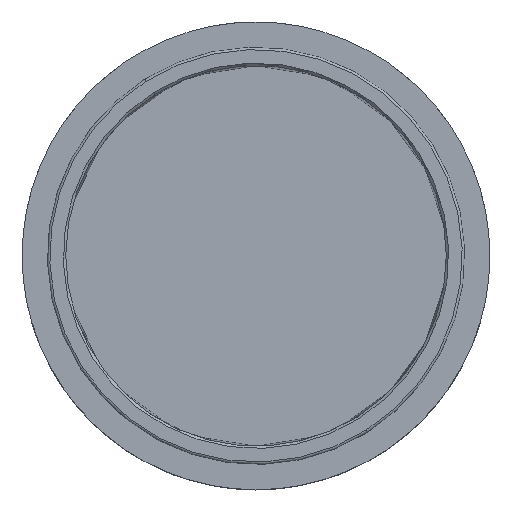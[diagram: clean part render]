
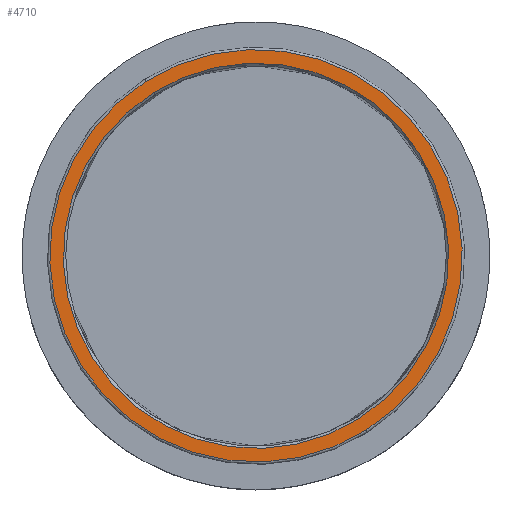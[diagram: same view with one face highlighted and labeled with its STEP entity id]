
A CAD part, top view. The second image highlights one B-rep face of the part: STEP entity #4710.
In plain terms, the highlighted planar face has unit normal (0, 0, 1).
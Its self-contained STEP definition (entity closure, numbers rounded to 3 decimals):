
#199 = CIRCLE ( 'NONE', #20968, 810. ) ;
#496 = ORIENTED_EDGE ( 'NONE', *, *, #2949, .T. ) ;
#631 = DIRECTION ( 'NONE',  ( 0., 0., 1. ) ) ;
#1161 = EDGE_LOOP ( 'NONE', ( #13492, #22025 ) ) ;
#1600 = CIRCLE ( 'NONE', #18069, 867.1 ) ;
#2949 = EDGE_CURVE ( 'NONE', #12819, #12960, #199, .T. ) ;
#3321 = CARTESIAN_POINT ( 'NONE',  ( 0., 0., 695. ) ) ;
#4071 = AXIS2_PLACEMENT_3D ( 'NONE', #13595, #20443, #6859 ) ;
#4529 = DIRECTION ( 'NONE',  ( -0.533, 0.846, 0. ) ) ;
#4710 = ADVANCED_FACE ( 'NONE', ( #7905, #12835 ), #19684, .T. ) ;
#6294 = EDGE_CURVE ( 'NONE', #12960, #12819, #13756, .T. ) ;
#6635 = AXIS2_PLACEMENT_3D ( 'NONE', #12726, #631, #14742 ) ;
#6701 = DIRECTION ( 'NONE',  ( -0.533, 0.846, 0. ) ) ;
#6859 = DIRECTION ( 'NONE',  ( -0.533, 0.846, 0. ) ) ;
#7015 = DIRECTION ( 'NONE',  ( 0., 0., -1. ) ) ;
#7107 = EDGE_CURVE ( 'NONE', #18233, #7602, #7343, .T. ) ;
#7343 = CIRCLE ( 'NONE', #4071, 867.1 ) ;
#7602 = VERTEX_POINT ( 'NONE', #15920 ) ;
#7905 = FACE_BOUND ( 'NONE', #20122, .T. ) ;
#8001 = DIRECTION ( 'NONE',  ( 0., 0., -1. ) ) ;
#8270 = DIRECTION ( 'NONE',  ( -0.533, 0.846, 0. ) ) ;
#9961 = CARTESIAN_POINT ( 'NONE',  ( 0., 0., 695. ) ) ;
#10132 = CARTESIAN_POINT ( 'NONE',  ( 431.346, -685.595, 695. ) ) ;
#11090 = EDGE_CURVE ( 'NONE', #7602, #18233, #1600, .T. ) ;
#11605 = CARTESIAN_POINT ( 'NONE',  ( 0., 0., 695. ) ) ;
#12726 = CARTESIAN_POINT ( 'NONE',  ( 0., 0., 695. ) ) ;
#12819 = VERTEX_POINT ( 'NONE', #17674 ) ;
#12835 = FACE_OUTER_BOUND ( 'NONE', #1161, .T. ) ;
#12960 = VERTEX_POINT ( 'NONE', #10132 ) ;
#13036 = CARTESIAN_POINT ( 'NONE',  ( 461.753, -733.926, 695. ) ) ;
#13492 = ORIENTED_EDGE ( 'NONE', *, *, #11090, .F. ) ;
#13595 = CARTESIAN_POINT ( 'NONE',  ( 0., 0., 695. ) ) ;
#13756 = CIRCLE ( 'NONE', #18818, 810. ) ;
#14443 = ORIENTED_EDGE ( 'NONE', *, *, #6294, .T. ) ;
#14742 = DIRECTION ( 'NONE',  ( 1., 0., 0. ) ) ;
#14889 = DIRECTION ( 'NONE',  ( 0., 0., -1. ) ) ;
#15920 = CARTESIAN_POINT ( 'NONE',  ( -461.753, 733.926, 695. ) ) ;
#17674 = CARTESIAN_POINT ( 'NONE',  ( -431.346, 685.595, 695. ) ) ;
#18069 = AXIS2_PLACEMENT_3D ( 'NONE', #3321, #7015, #8270 ) ;
#18233 = VERTEX_POINT ( 'NONE', #13036 ) ;
#18818 = AXIS2_PLACEMENT_3D ( 'NONE', #9961, #14889, #6701 ) ;
#19684 = PLANE ( 'NONE',  #6635 ) ;
#20122 = EDGE_LOOP ( 'NONE', ( #14443, #496 ) ) ;
#20443 = DIRECTION ( 'NONE',  ( 0., 0., -1. ) ) ;
#20968 = AXIS2_PLACEMENT_3D ( 'NONE', #11605, #8001, #4529 ) ;
#22025 = ORIENTED_EDGE ( 'NONE', *, *, #7107, .F. ) ;
